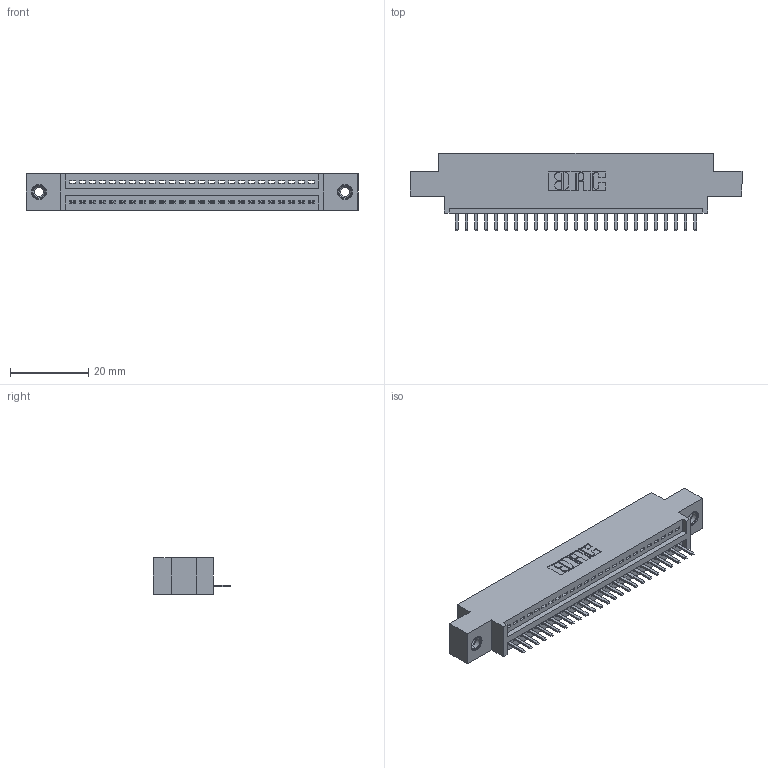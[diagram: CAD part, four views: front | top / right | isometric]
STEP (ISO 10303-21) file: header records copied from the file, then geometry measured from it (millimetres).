
FILE_DESCRIPTION (( 'STEP AP203' ), '1' );
FILE_NAME ('395-025-520-608.STEP', '2019-10-18T07:09:03', ( '' ), ( '' ), 'SwSTEP 2.0', 'SolidWorks 2016', '' );
FILE_SCHEMA (( 'CONFIG_CONTROL_DESIGN' ));
Length unit declared in the file: inch
Products named in the file (4): 345-250-001_345-250-003-102; 345 Part_0.170 Offset - 0.156 Dia-TI; 345-292-001_345-293-120; 395-025-520-608
Assembly tree (28 placements, depth 2):
  395-025-520-608
    345 Part_0.170 Offset - 0.156 Dia-TI
    345-292-001_345-293-120  x25
    345-250-001_345-250-003-102  x2
Bounding box: 84.71 x 19.68 x 9.4 mm (x, y, z)
Volume: 7714.7 mm3; surface area: 9931.5 mm2
Topology: 28 solids, 28 shells, 1740 faces, 5089 edges, 3318 vertices
Faces by surface type: plane 1166, cylinder 558, cone 12, torus 4
Entity records: 22536 total; most frequent: CARTESIAN_POINT 3898, ORIENTED_EDGE 3838, DIRECTION 3443, EDGE_CURVE 1919, VECTOR 1663, LINE 1663, VERTEX_POINT 1272, AXIS2_PLACEMENT_3D 890
